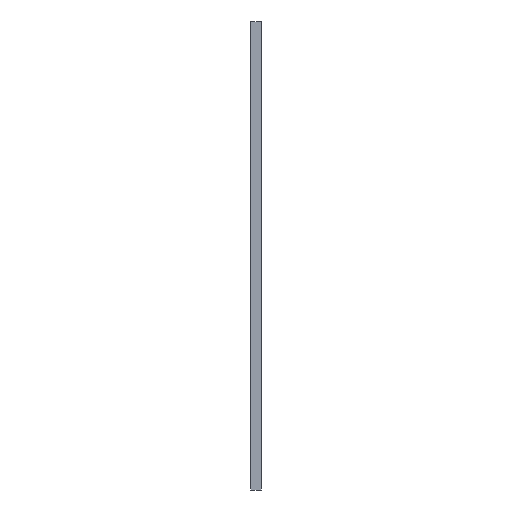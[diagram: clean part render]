
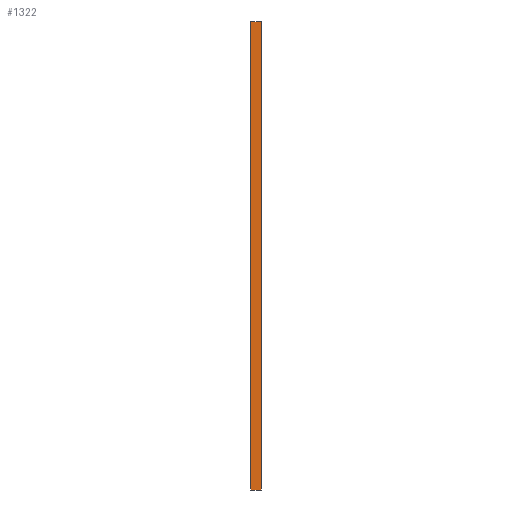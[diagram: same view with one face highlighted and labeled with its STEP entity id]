
A CAD part, left-side view. The second image highlights one B-rep face of the part: STEP entity #1322.
In plain terms, the highlighted planar face has unit normal (-1, 0, 0).
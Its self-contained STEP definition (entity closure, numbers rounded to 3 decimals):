
#65=PLANE('',#1463);
#130=FACE_OUTER_BOUND('',#195,.T.);
#195=EDGE_LOOP('',(#1090,#1091,#1092,#1093));
#338=LINE('',#2210,#465);
#339=LINE('',#2212,#466);
#340=LINE('',#2214,#467);
#341=LINE('',#2215,#468);
#465=VECTOR('',#1830,10.);
#466=VECTOR('',#1831,10.);
#467=VECTOR('',#1832,10.);
#468=VECTOR('',#1833,10.);
#657=VERTEX_POINT('',#2208);
#658=VERTEX_POINT('',#2209);
#659=VERTEX_POINT('',#2211);
#660=VERTEX_POINT('',#2213);
#842=EDGE_CURVE('',#657,#658,#338,.T.);
#843=EDGE_CURVE('',#657,#659,#339,.T.);
#844=EDGE_CURVE('',#660,#659,#340,.T.);
#845=EDGE_CURVE('',#658,#660,#341,.T.);
#1090=ORIENTED_EDGE('',*,*,#842,.F.);
#1091=ORIENTED_EDGE('',*,*,#843,.T.);
#1092=ORIENTED_EDGE('',*,*,#844,.F.);
#1093=ORIENTED_EDGE('',*,*,#845,.F.);
#1322=ADVANCED_FACE('',(#130),#65,.T.);
#1463=AXIS2_PLACEMENT_3D('',#2207,#1828,#1829);
#1828=DIRECTION('center_axis',(-1.,0.,0.));
#1829=DIRECTION('ref_axis',(0.,0.,1.));
#1830=DIRECTION('',(0.,0.,-1.));
#1831=DIRECTION('',(0.,1.,0.));
#1832=DIRECTION('',(0.,0.,1.));
#1833=DIRECTION('',(0.,1.,0.));
#2207=CARTESIAN_POINT('Origin',(-12.96,0.,-15.76));
#2208=CARTESIAN_POINT('',(-12.96,0.,49.44));
#2209=CARTESIAN_POINT('',(-12.96,0.,-15.76));
#2210=CARTESIAN_POINT('',(-12.96,0.,49.44));
#2211=CARTESIAN_POINT('',(-12.96,1.5,49.44));
#2212=CARTESIAN_POINT('',(-12.96,0.,49.44));
#2213=CARTESIAN_POINT('',(-12.96,1.5,-15.76));
#2214=CARTESIAN_POINT('',(-12.96,1.5,49.44));
#2215=CARTESIAN_POINT('',(-12.96,0.,-15.76));
